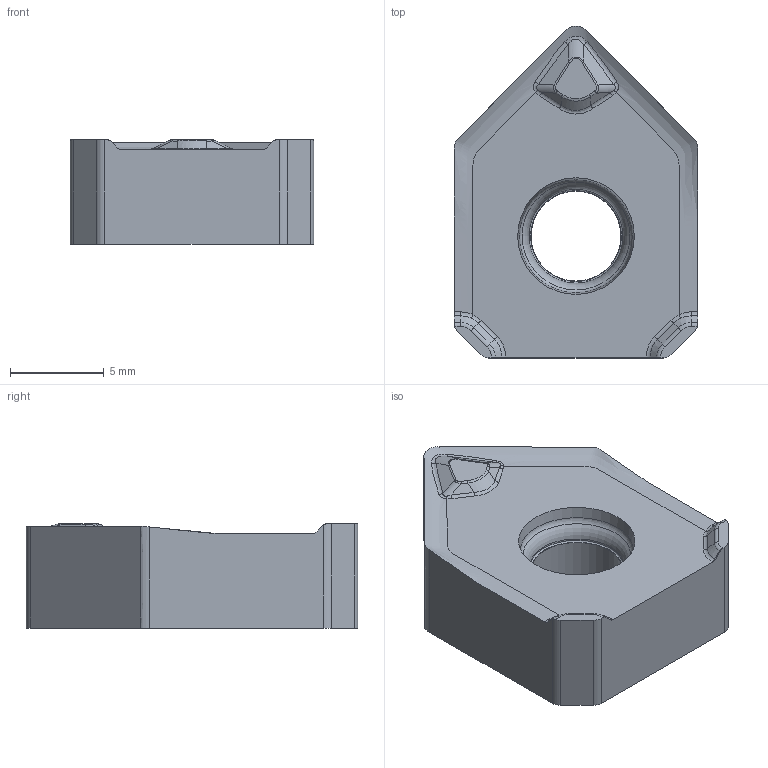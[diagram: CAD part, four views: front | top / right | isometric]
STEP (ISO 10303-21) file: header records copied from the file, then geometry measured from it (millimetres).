
FILE_DESCRIPTION(/* description */ (''),/* implementation_level */ '2;1');
FILE_NAME(/* name */ 'aaa324714_a.stp',/* time_stamp */ '2019-01-28T09:37:24+01:00',/* author */ (''),/* organization */ ('SMS'),/* preprocessor_version */ 'ST-DEVELOPER v15',/* originating_system */ 'SIEMENS PLM Software NX 8.5',/* authorisation */ '');
FILE_SCHEMA (('AUTOMOTIVE_DESIGN { 1 0 10303 214 3 1 1 1 }'));
Length unit declared in the file: millimetre
Products named in the file (1): AAA324714_A
Bounding box: 13 x 17.71 x 5.56 mm (x, y, z)
Volume: 857 mm3; surface area: 693.2 mm2
Topology: 1 solids, 1 shells, 85 faces, 214 edges, 134 vertices
Faces by surface type: cylinder 26, plane 23, bspline 17, torus 11, cone 6, extrusion 2
Full cylindrical faces by diameter (mm): 4.8 x1
Entity records: 3774 total; most frequent: CARTESIAN_POINT 1793, ORIENTED_EDGE 414, DIRECTION 388, EDGE_CURVE 207, AXIS2_PLACEMENT_3D 154, VERTEX_POINT 131, EDGE_LOOP 94, ADVANCED_FACE 85
